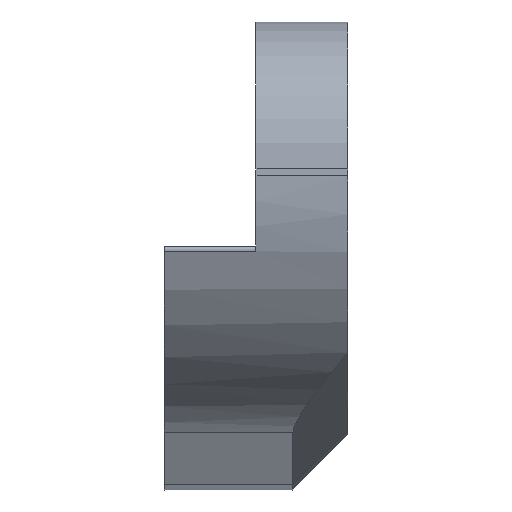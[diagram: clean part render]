
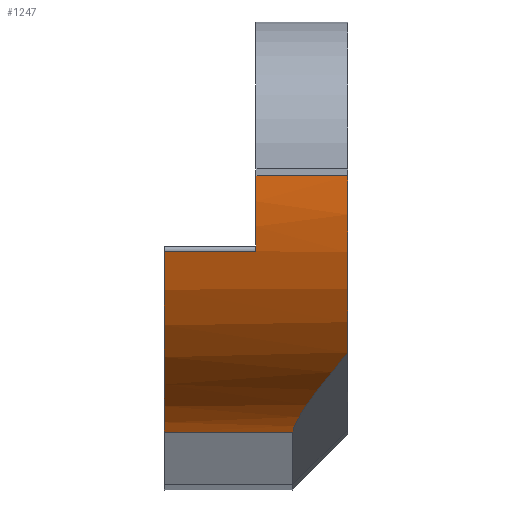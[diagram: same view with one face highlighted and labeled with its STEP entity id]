
A CAD part, left-side view. The second image highlights one B-rep face of the part: STEP entity #1247.
In plain terms, the highlighted cylindrical face has radius 7.06 mm (diameter 14.121 mm), a partial arc.
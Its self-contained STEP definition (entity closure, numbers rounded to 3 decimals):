
#8 =( BOUNDED_CURVE ( )  B_SPLINE_CURVE ( 3, ( #1376, #352, #129, #802 ),
 .UNSPECIFIED., .F., .T. ) 
 B_SPLINE_CURVE_WITH_KNOTS ( ( 4, 4 ),
 ( 0., 0.664 ),
 .UNSPECIFIED. ) 
 CURVE ( )  GEOMETRIC_REPRESENTATION_ITEM ( )  RATIONAL_B_SPLINE_CURVE ( ( 1., 0.964, 0.964, 1. ) ) 
 REPRESENTATION_ITEM ( '' )  );
#12 = EDGE_CURVE ( 'NONE', #391, #519, #226, .T. ) ;
#37 = CARTESIAN_POINT ( 'NONE',  ( -9.91, 2.5, -76.688 ) ) ;
#41 = CARTESIAN_POINT ( 'NONE',  ( -16.971, -2.5, -76.688 ) ) ;
#81 = AXIS2_PLACEMENT_3D ( 'NONE', #1320, #1392, #1305 ) ;
#99 = CARTESIAN_POINT ( 'NONE',  ( -16.971, -2.5, -76.688 ) ) ;
#113 = EDGE_LOOP ( 'NONE', ( #356, #733, #602, #231, #1161, #667, #640 ) ) ;
#117 = AXIS2_PLACEMENT_3D ( 'NONE', #1140, #1375, #136 ) ;
#126 = DIRECTION ( 'NONE',  ( 0., 0., 1. ) ) ;
#129 = CARTESIAN_POINT ( 'NONE',  ( -13.998, -1.519, -82.661 ) ) ;
#136 = DIRECTION ( 'NONE',  ( 0., 0., -1. ) ) ;
#155 = VERTEX_POINT ( 'NONE', #213 ) ;
#176 = AXIS2_PLACEMENT_3D ( 'NONE', #37, #951, #1411 ) ;
#192 = DIRECTION ( 'NONE',  ( 0., 1., 0. ) ) ;
#213 = CARTESIAN_POINT ( 'NONE',  ( -15.082, -2.5, -81.495 ) ) ;
#226 = CIRCLE ( 'NONE', #81, 7.06 ) ;
#231 = ORIENTED_EDGE ( 'NONE', *, *, #1292, .T. ) ;
#240 = DIRECTION ( 'NONE',  ( 0., 1., 0. ) ) ;
#307 = EDGE_CURVE ( 'NONE', #1059, #155, #8, .T. ) ;
#339 = CIRCLE ( 'NONE', #176, 7.06 ) ;
#352 = CARTESIAN_POINT ( 'NONE',  ( -12.594, -1., -83.41 ) ) ;
#354 = FACE_OUTER_BOUND ( 'NONE', #113, .T. ) ;
#355 = AXIS2_PLACEMENT_3D ( 'NONE', #1259, #240, #126 ) ;
#356 = ORIENTED_EDGE ( 'NONE', *, *, #435, .F. ) ;
#391 = VERTEX_POINT ( 'NONE', #930 ) ;
#398 = CARTESIAN_POINT ( 'NONE',  ( -11.021, -1., -83.661 ) ) ;
#409 = CARTESIAN_POINT ( 'NONE',  ( -16.667, -2.5, -78.736 ) ) ;
#435 = EDGE_CURVE ( 'NONE', #1059, #516, #906, .T. ) ;
#446 = VECTOR ( 'NONE', #192, 1000. ) ;
#447 = CIRCLE ( 'NONE', #117, 7.06 ) ;
#493 = CARTESIAN_POINT ( 'NONE',  ( -16.971, 0., -76.688 ) ) ;
#516 = VERTEX_POINT ( 'NONE', #1083 ) ;
#519 = VERTEX_POINT ( 'NONE', #493 ) ;
#551 = LINE ( 'NONE', #409, #446 ) ;
#591 = LINE ( 'NONE', #41, #853 ) ;
#602 = ORIENTED_EDGE ( 'NONE', *, *, #746, .T. ) ;
#636 = CARTESIAN_POINT ( 'NONE',  ( -16.667, 2.5, -78.736 ) ) ;
#640 = ORIENTED_EDGE ( 'NONE', *, *, #993, .F. ) ;
#667 = ORIENTED_EDGE ( 'NONE', *, *, #673, .T. ) ;
#673 = EDGE_CURVE ( 'NONE', #391, #678, #551, .T. ) ;
#678 = VERTEX_POINT ( 'NONE', #636 ) ;
#733 = ORIENTED_EDGE ( 'NONE', *, *, #307, .T. ) ;
#746 = EDGE_CURVE ( 'NONE', #155, #1071, #447, .T. ) ;
#802 = CARTESIAN_POINT ( 'NONE',  ( -15.082, -2.5, -81.495 ) ) ;
#853 = VECTOR ( 'NONE', #1277, 1000. ) ;
#906 = LINE ( 'NONE', #1370, #1078 ) ;
#930 = CARTESIAN_POINT ( 'NONE',  ( -16.667, 0., -78.736 ) ) ;
#951 = DIRECTION ( 'NONE',  ( 0., 1., 0. ) ) ;
#993 = EDGE_CURVE ( 'NONE', #516, #678, #339, .T. ) ;
#1059 = VERTEX_POINT ( 'NONE', #398 ) ;
#1071 = VERTEX_POINT ( 'NONE', #99 ) ;
#1078 = VECTOR ( 'NONE', #1143, 1000. ) ;
#1083 = CARTESIAN_POINT ( 'NONE',  ( -11.021, 2.5, -83.661 ) ) ;
#1140 = CARTESIAN_POINT ( 'NONE',  ( -9.91, -2.5, -76.688 ) ) ;
#1143 = DIRECTION ( 'NONE',  ( 0., 1., 0. ) ) ;
#1161 = ORIENTED_EDGE ( 'NONE', *, *, #12, .F. ) ;
#1247 = ADVANCED_FACE ( 'NONE', ( #354 ), #1267, .T. ) ;
#1259 = CARTESIAN_POINT ( 'NONE',  ( -9.91, -2.5, -76.688 ) ) ;
#1267 = CYLINDRICAL_SURFACE ( 'NONE', #355, 7.06 ) ;
#1277 = DIRECTION ( 'NONE',  ( 0., 1., 0. ) ) ;
#1292 = EDGE_CURVE ( 'NONE', #1071, #519, #591, .T. ) ;
#1305 = DIRECTION ( 'NONE',  ( 0., 0., -1. ) ) ;
#1320 = CARTESIAN_POINT ( 'NONE',  ( -9.91, 0., -76.688 ) ) ;
#1370 = CARTESIAN_POINT ( 'NONE',  ( -11.021, -2.5, -83.661 ) ) ;
#1375 = DIRECTION ( 'NONE',  ( 0., 1., 0. ) ) ;
#1376 = CARTESIAN_POINT ( 'NONE',  ( -11.021, -1., -83.661 ) ) ;
#1392 = DIRECTION ( 'NONE',  ( 0., 1., 0. ) ) ;
#1411 = DIRECTION ( 'NONE',  ( 0., 0., 1. ) ) ;
